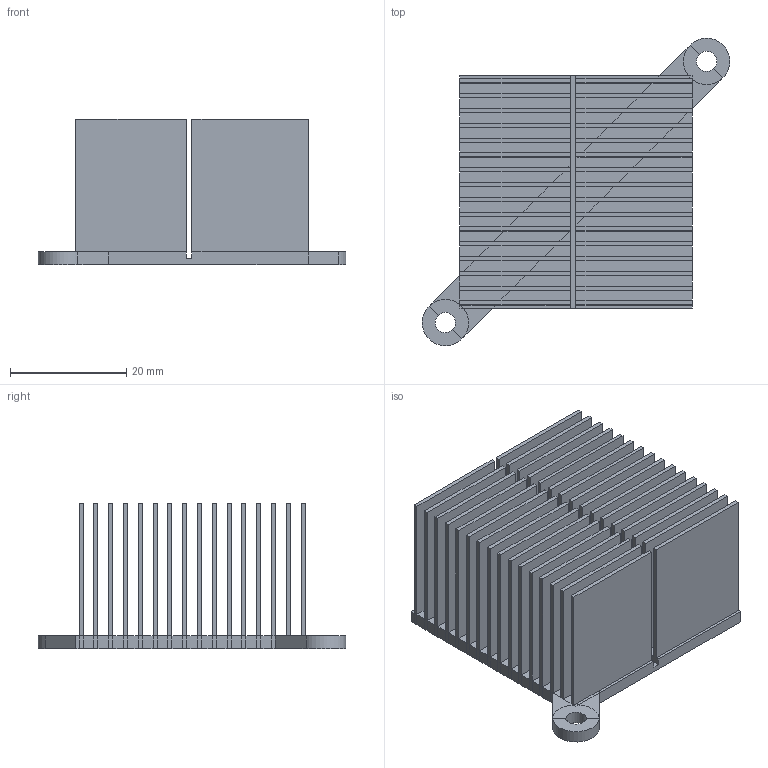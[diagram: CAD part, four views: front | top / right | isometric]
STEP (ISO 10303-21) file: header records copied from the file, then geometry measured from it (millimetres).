
FILE_DESCRIPTION(('FreeCAD Model'),'2;1');
FILE_NAME('Open CASCADE Shape Model','2023-10-26T13:51:09',(''),(''), 'Open CASCADE STEP processor 7.6','FreeCAD','Unknown');
FILE_SCHEMA(('AUTOMOTIVE_DESIGN { 1 0 10303 214 1 1 1 1 }'));
Length unit declared in the file: millimetre
Products named in the file (1): difference
Bounding box: 53 x 52.99 x 25 mm (x, y, z)
Volume: 13694.1 mm3; surface area: 33480.8 mm2
Topology: 1 solids, 1 shells, 376 faces, 876 edges, 498 vertices
Faces by surface type: plane 371, cylinder 5
Full cylindrical faces by diameter (mm): 3.5 x2
Entity records: 10200 total; most frequent: ORIENTED_EDGE 1752, CARTESIAN_POINT 1751, DIRECTION 1664, EDGE_CURVE 876, LINE 842, VECTOR 842, VERTEX_POINT 498, AXIS2_PLACEMENT_3D 411
